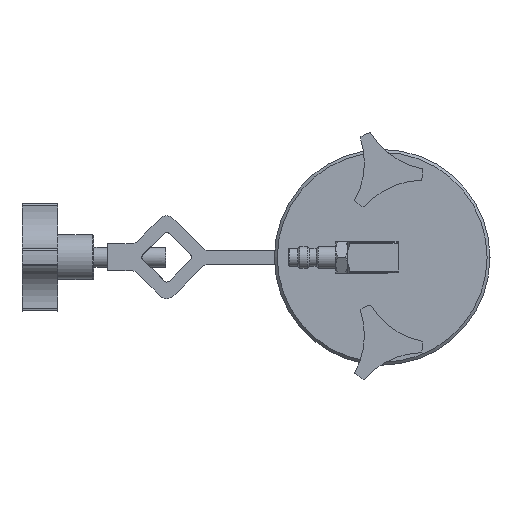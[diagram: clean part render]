
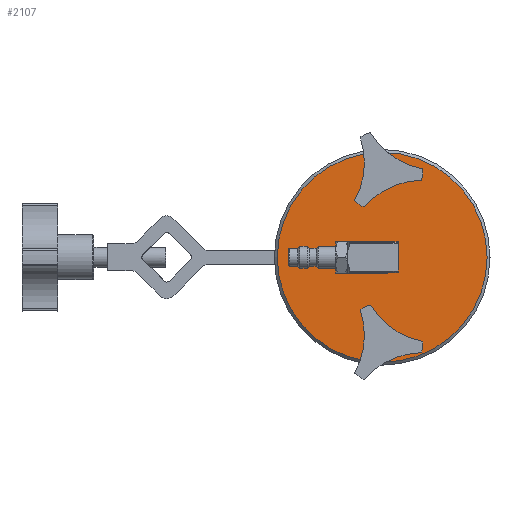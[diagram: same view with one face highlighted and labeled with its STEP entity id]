
A CAD part, left-side view. The second image highlights one B-rep face of the part: STEP entity #2107.
In plain terms, the highlighted planar face has unit normal (-1, 0, 0).
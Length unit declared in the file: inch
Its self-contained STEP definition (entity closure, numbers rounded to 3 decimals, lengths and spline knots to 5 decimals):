
#7 = CARTESIAN_POINT ( 'NONE',  ( -7.133, -2.22, 0.1905 ) ) ;
#40 = EDGE_CURVE ( 'NONE', #2092, #2092, #131, .T. ) ;
#57 = DIRECTION ( 'NONE',  ( 0., 0., 1. ) ) ;
#128 = FACE_BOUND ( 'NONE', #5397, .T. ) ;
#131 = CIRCLE ( 'NONE', #186, 1.46 ) ;
#147 = CARTESIAN_POINT ( 'NONE',  ( -7.133, -2.06867, -0.1905 ) ) ;
#186 = AXIS2_PLACEMENT_3D ( 'NONE', #3119, #3137, #3150 ) ;
#239 = CARTESIAN_POINT ( 'NONE',  ( -7.133, -2.22, -0.2125 ) ) ;
#241 = ORIENTED_EDGE ( 'NONE', *, *, #1878, .F. ) ;
#256 = VECTOR ( 'NONE', #3645, 39.37008 ) ;
#326 = LINE ( 'NONE', #3868, #372 ) ;
#333 = CIRCLE ( 'NONE', #5228, 0.2375 ) ;
#372 = VECTOR ( 'NONE', #5004, 39.37008 ) ;
#423 = VERTEX_POINT ( 'NONE', #4298 ) ;
#439 = AXIS2_PLACEMENT_3D ( 'NONE', #2877, #657, #4340 ) ;
#448 = EDGE_CURVE ( 'NONE', #4837, #2560, #662, .T. ) ;
#477 = AXIS2_PLACEMENT_3D ( 'NONE', #602, #3027, #3666 ) ;
#551 = ORIENTED_EDGE ( 'NONE', *, *, #40, .T. ) ;
#602 = CARTESIAN_POINT ( 'NONE',  ( -7.133, -2., 0. ) ) ;
#657 = DIRECTION ( 'NONE',  ( -1., 0., 0. ) ) ;
#662 = LINE ( 'NONE', #4834, #897 ) ;
#710 = EDGE_CURVE ( 'NONE', #5126, #2560, #3968, .T. ) ;
#743 = CARTESIAN_POINT ( 'NONE',  ( -7.133, -1.54946, -0.1905 ) ) ;
#768 = CIRCLE ( 'NONE', #1529, 0.2025 ) ;
#776 = VERTEX_POINT ( 'NONE', #1427 ) ;
#817 = VERTEX_POINT ( 'NONE', #912 ) ;
#831 = CARTESIAN_POINT ( 'NONE',  ( -7.133, -2.22, 0.1905 ) ) ;
#853 = LINE ( 'NONE', #1939, #961 ) ;
#869 = VERTEX_POINT ( 'NONE', #147 ) ;
#891 = EDGE_CURVE ( 'NONE', #4837, #869, #4217, .T. ) ;
#897 = VECTOR ( 'NONE', #3300, 39.37008 ) ;
#912 = CARTESIAN_POINT ( 'NONE',  ( -7.133, -2.22, -0.1905 ) ) ;
#961 = VECTOR ( 'NONE', #57, 39.37008 ) ;
#1002 = EDGE_CURVE ( 'NONE', #4385, #776, #1023, .T. ) ;
#1023 = B_SPLINE_CURVE_WITH_KNOTS ( 'NONE', 3,
 ( #1832, #2278, #4919, #5440, #3038, #4172 ),
 .UNSPECIFIED., .F., .F.,
 ( 4, 2, 4 ),
 ( 0.00762, 0.00914, 0.01065 ),
 .UNSPECIFIED. ) ;
#1056 = CARTESIAN_POINT ( 'NONE',  ( -7.133, -1.52, -0.07476 ) ) ;
#1209 = CARTESIAN_POINT ( 'NONE',  ( -7.133, -1.54946, -0.1905 ) ) ;
#1334 = VECTOR ( 'NONE', #5487, 39.37008 ) ;
#1363 = DIRECTION ( 'NONE',  ( -1., 0., 0. ) ) ;
#1376 = CARTESIAN_POINT ( 'NONE',  ( -7.133, -2., 1.4375 ) ) ;
#1427 = CARTESIAN_POINT ( 'NONE',  ( -7.133, -1.52, 0.07476 ) ) ;
#1506 = ORIENTED_EDGE ( 'NONE', *, *, #448, .T. ) ;
#1529 = AXIS2_PLACEMENT_3D ( 'NONE', #5406, #5328, #4742 ) ;
#1553 = ORIENTED_EDGE ( 'NONE', *, *, #4046, .T. ) ;
#1694 = CARTESIAN_POINT ( 'NONE',  ( -7.133, -1.52, -0.07476 ) ) ;
#1832 = CARTESIAN_POINT ( 'NONE',  ( -7.133, -1.54946, 0.1905 ) ) ;
#1878 = EDGE_CURVE ( 'NONE', #423, #423, #333, .T. ) ;
#1939 = CARTESIAN_POINT ( 'NONE',  ( -7.133, -1.52, -0.2125 ) ) ;
#1957 = CARTESIAN_POINT ( 'NONE',  ( -7.133, -1.52612, -0.11413 ) ) ;
#1968 = DIRECTION ( 'NONE',  ( 0., 0., 1. ) ) ;
#2048 = EDGE_CURVE ( 'NONE', #4385, #4196, #3293, .T. ) ;
#2049 = CARTESIAN_POINT ( 'NONE',  ( -7.133, -1.53659, -0.15257 ) ) ;
#2092 = VERTEX_POINT ( 'NONE', #3207 ) ;
#2107 = ADVANCED_FACE ( 'NONE', ( #3351, #4021, #4499, #128 ), #2995, .F. ) ;
#2220 = EDGE_CURVE ( 'NONE', #817, #869, #326, .T. ) ;
#2278 = CARTESIAN_POINT ( 'NONE',  ( -7.133, -1.54306, 0.17163 ) ) ;
#2371 = EDGE_CURVE ( 'NONE', #3059, #4196, #768, .T. ) ;
#2377 = VERTEX_POINT ( 'NONE', #5394 ) ;
#2457 = ORIENTED_EDGE ( 'NONE', *, *, #710, .F. ) ;
#2464 = EDGE_CURVE ( 'NONE', #5126, #776, #853, .T. ) ;
#2548 = ORIENTED_EDGE ( 'NONE', *, *, #3089, .F. ) ;
#2560 = VERTEX_POINT ( 'NONE', #743 ) ;
#2877 = CARTESIAN_POINT ( 'NONE',  ( -7.133, -2., 0. ) ) ;
#2984 = CIRCLE ( 'NONE', #4596, 0.2375 ) ;
#2995 = PLANE ( 'NONE',  #477 ) ;
#3027 = DIRECTION ( 'NONE',  ( 1., 0., 0. ) ) ;
#3038 = CARTESIAN_POINT ( 'NONE',  ( -7.133, -1.52305, 0.09434 ) ) ;
#3059 = VERTEX_POINT ( 'NONE', #3400 ) ;
#3089 = EDGE_CURVE ( 'NONE', #3794, #3794, #2984, .T. ) ;
#3119 = CARTESIAN_POINT ( 'NONE',  ( -7.133, -2., 0. ) ) ;
#3137 = DIRECTION ( 'NONE',  ( -1., 0., 0. ) ) ;
#3150 = DIRECTION ( 'NONE',  ( 0., 0., 1. ) ) ;
#3184 = CARTESIAN_POINT ( 'NONE',  ( -7.133, -1.54946, 0.1905 ) ) ;
#3207 = CARTESIAN_POINT ( 'NONE',  ( -7.133, -2., 1.46 ) ) ;
#3293 = LINE ( 'NONE', #7, #256 ) ;
#3300 = DIRECTION ( 'NONE',  ( 0., 1., 0. ) ) ;
#3351 = FACE_BOUND ( 'NONE', #5288, .T. ) ;
#3400 = CARTESIAN_POINT ( 'NONE',  ( -7.133, -2.06867, 0.1905 ) ) ;
#3491 = ORIENTED_EDGE ( 'NONE', *, *, #891, .F. ) ;
#3645 = DIRECTION ( 'NONE',  ( 0., -1., 0. ) ) ;
#3666 = DIRECTION ( 'NONE',  ( 0., 0., 1. ) ) ;
#3728 = ORIENTED_EDGE ( 'NONE', *, *, #2464, .T. ) ;
#3794 = VERTEX_POINT ( 'NONE', #1376 ) ;
#3827 = EDGE_CURVE ( 'NONE', #817, #2377, #5333, .T. ) ;
#3868 = CARTESIAN_POINT ( 'NONE',  ( -7.133, -1.52, -0.1905 ) ) ;
#3892 = CARTESIAN_POINT ( 'NONE',  ( -7.133, -2., 1.2 ) ) ;
#3968 = B_SPLINE_CURVE_WITH_KNOTS ( 'NONE', 3,
 ( #1056, #1957, #2049, #1209 ),
 .UNSPECIFIED., .F., .F.,
 ( 4, 4 ),
 ( 0.01445, 0.01748 ),
 .UNSPECIFIED. ) ;
#4021 = FACE_BOUND ( 'NONE', #4480, .T. ) ;
#4046 = EDGE_CURVE ( 'NONE', #3059, #2377, #4621, .T. ) ;
#4123 = ORIENTED_EDGE ( 'NONE', *, *, #2220, .T. ) ;
#4172 = CARTESIAN_POINT ( 'NONE',  ( -7.133, -1.52, 0.07476 ) ) ;
#4196 = VERTEX_POINT ( 'NONE', #4277 ) ;
#4211 = ORIENTED_EDGE ( 'NONE', *, *, #3827, .F. ) ;
#4217 = CIRCLE ( 'NONE', #439, 0.2025 ) ;
#4277 = CARTESIAN_POINT ( 'NONE',  ( -7.133, -1.93133, 0.1905 ) ) ;
#4298 = CARTESIAN_POINT ( 'NONE',  ( -7.133, -2., -0.9625 ) ) ;
#4304 = DIRECTION ( 'NONE',  ( 0., 0., 1. ) ) ;
#4340 = DIRECTION ( 'NONE',  ( 0., 0., -1. ) ) ;
#4385 = VERTEX_POINT ( 'NONE', #3184 ) ;
#4427 = CARTESIAN_POINT ( 'NONE',  ( -7.133, -1.93133, -0.1905 ) ) ;
#4480 = EDGE_LOOP ( 'NONE', ( #241 ) ) ;
#4499 = FACE_OUTER_BOUND ( 'NONE', #5482, .T. ) ;
#4596 = AXIS2_PLACEMENT_3D ( 'NONE', #3892, #1363, #4304 ) ;
#4621 = LINE ( 'NONE', #831, #1334 ) ;
#4742 = DIRECTION ( 'NONE',  ( 0., 0., -1. ) ) ;
#4834 = CARTESIAN_POINT ( 'NONE',  ( -7.133, -1.52, -0.1905 ) ) ;
#4837 = VERTEX_POINT ( 'NONE', #4427 ) ;
#4919 = CARTESIAN_POINT ( 'NONE',  ( -7.133, -1.5372, 0.15245 ) ) ;
#4944 = CARTESIAN_POINT ( 'NONE',  ( -7.133, -2., -1.2 ) ) ;
#4967 = DIRECTION ( 'NONE',  ( -1., 0., 0. ) ) ;
#4982 = DIRECTION ( 'NONE',  ( 0., 0., 1. ) ) ;
#5004 = DIRECTION ( 'NONE',  ( 0., 1., 0. ) ) ;
#5103 = ORIENTED_EDGE ( 'NONE', *, *, #2371, .F. ) ;
#5126 = VERTEX_POINT ( 'NONE', #1694 ) ;
#5228 = AXIS2_PLACEMENT_3D ( 'NONE', #4944, #4967, #4982 ) ;
#5288 = EDGE_LOOP ( 'NONE', ( #2548 ) ) ;
#5328 = DIRECTION ( 'NONE',  ( -1., 0., 0. ) ) ;
#5333 = LINE ( 'NONE', #239, #5364 ) ;
#5364 = VECTOR ( 'NONE', #1968, 39.37008 ) ;
#5373 = ORIENTED_EDGE ( 'NONE', *, *, #1002, .F. ) ;
#5394 = CARTESIAN_POINT ( 'NONE',  ( -7.133, -2.22, 0.1905 ) ) ;
#5397 = EDGE_LOOP ( 'NONE', ( #5103, #1553, #4211, #4123, #3491, #1506, #2457, #3728, #5373, #5443 ) ) ;
#5406 = CARTESIAN_POINT ( 'NONE',  ( -7.133, -2., 0. ) ) ;
#5440 = CARTESIAN_POINT ( 'NONE',  ( -7.133, -1.52719, 0.11379 ) ) ;
#5443 = ORIENTED_EDGE ( 'NONE', *, *, #2048, .T. ) ;
#5482 = EDGE_LOOP ( 'NONE', ( #551 ) ) ;
#5487 = DIRECTION ( 'NONE',  ( 0., -1., 0. ) ) ;
